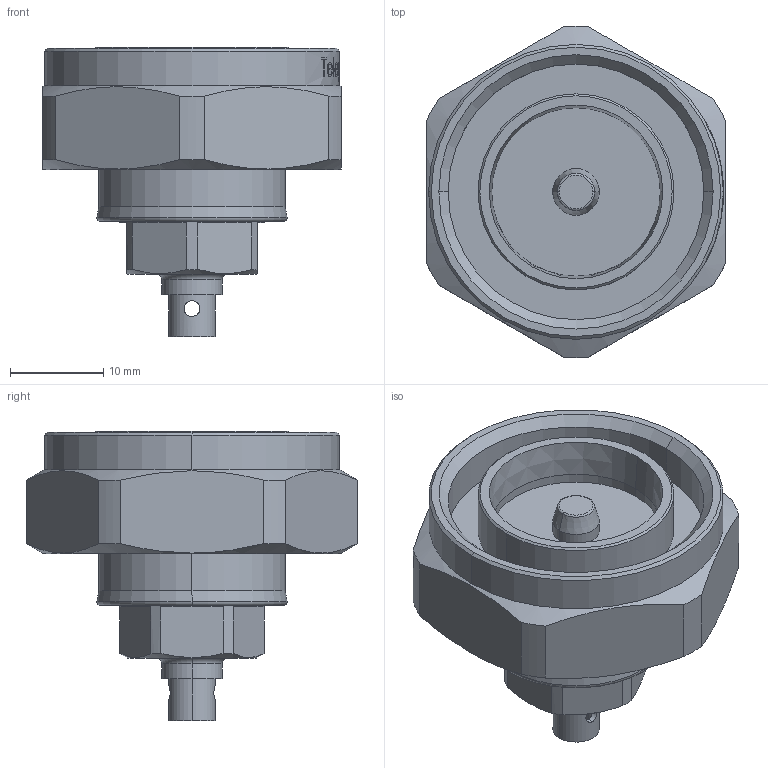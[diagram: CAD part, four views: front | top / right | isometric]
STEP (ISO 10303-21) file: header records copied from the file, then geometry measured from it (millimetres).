
FILE_DESCRIPTION (( 'STEP AP214' ), '1' );
FILE_NAME ('J01120C0074.STEP', '2015-01-30T11:10:01', ( '' ), ( '' ), 'SwSTEP 2.0', 'SolidWorks 2014', '' );
FILE_SCHEMA (( 'AUTOMOTIVE_DESIGN' ));
Length unit declared in the file: millimetre
Products named in the file (1): J01120C0074
Bounding box: 32 x 35.49 x 31 mm (x, y, z)
Volume: 11182.9 mm3; surface area: 4966.6 mm2
Topology: 1 solids, 1 shells, 250 faces, 643 edges, 420 vertices
Faces by surface type: plane 92, bspline 78, cylinder 50, cone 22, torus 8
Entity records: 13497 total; most frequent: CARTESIAN_POINT 5151, ORIENTED_EDGE 1286, DIRECTION 941, EDGE_CURVE 643, VERTEX_POINT 420, AXIS2_PLACEMENT_3D 331, EDGE_LOOP 279, LINE 279
